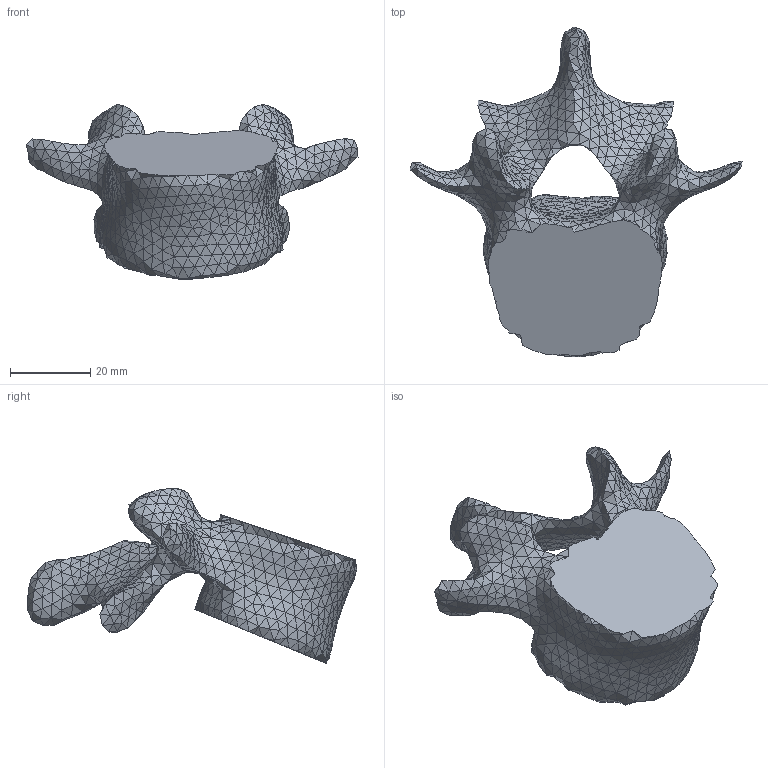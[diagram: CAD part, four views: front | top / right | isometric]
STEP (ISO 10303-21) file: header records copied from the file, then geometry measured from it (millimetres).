
FILE_DESCRIPTION(/* description */ (''),/* implementation_level */ '2;1');
FILE_NAME(/* name */ 'L4.step',/* time_stamp */ '2024-06-05T10:11:30-04:00',/* author */ (''),/* organization */ (''),/* preprocessor_version */ 'ST-DEVELOPER v20',/* originating_system */ 'Autodesk Translation Framework v13.14.0.145',/* authorisation */ '');
FILE_SCHEMA (('AUTOMOTIVE_DESIGN { 1 0 10303 214 3 1 1 }'));
Length unit declared in the file: millimetre
Products named in the file (1): L4
Bounding box: 82.68 x 82.12 x 43.54 mm (x, y, z)
Volume: 44775.1 mm3; surface area: 11290.4 mm2
Topology: 1 solids, 1 shells, 2572 faces, 4006 edges, 1434 vertices
Faces by surface type: plane 2572
Entity records: 51527 total; most frequent: DIRECTION 9152, CARTESIAN_POINT 8013, ORIENTED_EDGE 8012, LINE 4006, VECTOR 4006, EDGE_CURVE 4006, AXIS2_PLACEMENT_3D 2573, FACE_OUTER_BOUND 2572
